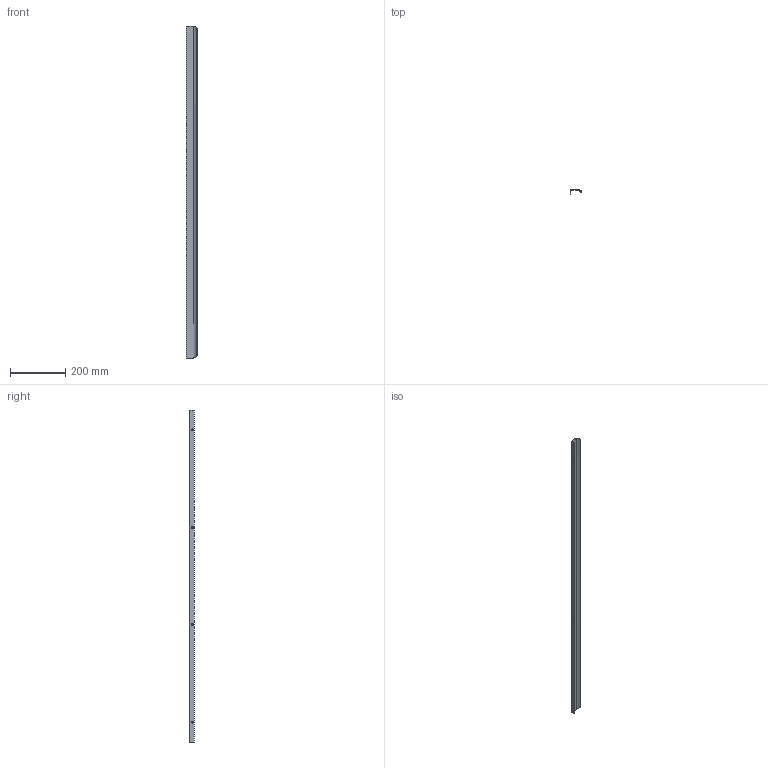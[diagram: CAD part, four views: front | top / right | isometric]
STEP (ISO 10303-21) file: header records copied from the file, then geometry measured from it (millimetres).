
FILE_DESCRIPTION(/* description */ (''),/* implementation_level */ '2;1');
FILE_NAME(/* name */ 'UA-HEXA L=1200.stp',/* time_stamp */ '2022-08-26T14:39:03+02:00',/* author */ ('MarcinS'),/* organization */ (''),/* preprocessor_version */ 'ST-DEVELOPER v19.2',/* originating_system */ 'Autodesk Inventor 2023',/* authorisation */ '');
FILE_SCHEMA (('AUTOMOTIVE_DESIGN { 1 0 10303 214 3 1 1 }'));
Length unit declared in the file: millimetre
Products named in the file (1): UA-HEXA-1200-05
Bounding box: 40 x 17 x 1200 mm (x, y, z)
Volume: 116256 mm3; surface area: 146329.8 mm2
Topology: 1 solids, 1 shells, 22 faces, 62 edges, 42 vertices
Faces by surface type: cylinder 11, plane 7, cone 4
Full cylindrical faces by diameter (mm): 4.5 x4
Entity records: 881 total; most frequent: CARTESIAN_POINT 251, ORIENTED_EDGE 124, DIRECTION 116, EDGE_CURVE 62, AXIS2_PLACEMENT_3D 43, VERTEX_POINT 42, EDGE_LOOP 30, LINE 30
